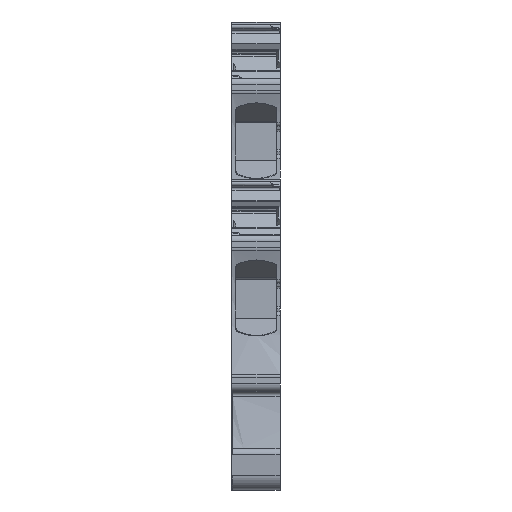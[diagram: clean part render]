
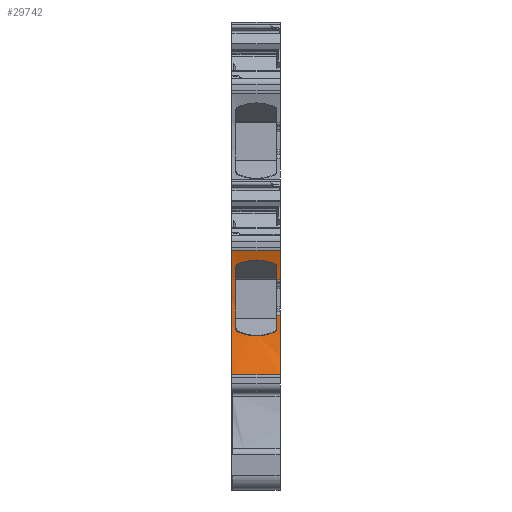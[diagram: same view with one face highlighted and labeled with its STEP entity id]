
A CAD part, front view. The second image highlights one B-rep face of the part: STEP entity #29742.
In plain terms, the highlighted cylindrical face has radius 22.253 mm (diameter 44.507 mm), a partial arc.
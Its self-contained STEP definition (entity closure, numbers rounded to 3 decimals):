
#13199=AXIS2_PLACEMENT_3D('Circle Axis2P3D',#13197,#13198,$) ;
#13255=AXIS2_PLACEMENT_3D('Circle Axis2P3D',#13253,#13254,$) ;
#19885=AXIS2_PLACEMENT_3D('Circle Axis2P3D',#19883,#19884,$) ;
#20081=AXIS2_PLACEMENT_3D('Circle Axis2P3D',#20079,#20080,$) ;
#20137=AXIS2_PLACEMENT_3D('Circle Axis2P3D',#20135,#20136,$) ;
#29709=AXIS2_PLACEMENT_3D('Cylinder Axis2P3D',#29706,#29707,#29708) ;
#29713=AXIS2_PLACEMENT_3D('Circle Axis2P3D',#29711,#29712,$) ;
#13194=CARTESIAN_POINT('Vertex',(6.1,1.581,30.345)) ;
#13197=CARTESIAN_POINT('Axis2P3D Location',(6.1,-19.237,22.482)) ;
#13201=CARTESIAN_POINT('Vertex',(6.1,2.63,26.614)) ;
#13250=CARTESIAN_POINT('Vertex',(6.1,3.014,22.121)) ;
#13253=CARTESIAN_POINT('Axis2P3D Location',(6.1,-19.237,22.482)) ;
#13257=CARTESIAN_POINT('Vertex',(6.1,1.581,14.619)) ;
#19814=CARTESIAN_POINT('Control Point',(5.402,2.141,28.665)) ;
#19815=CARTESIAN_POINT('Control Point',(5.537,2.158,28.605)) ;
#19816=CARTESIAN_POINT('Control Point',(5.646,2.19,28.493)) ;
#19817=CARTESIAN_POINT('Control Point',(5.7,2.229,28.35)) ;
#19818=CARTESIAN_POINT('Control Point',(5.7,2.268,28.207)) ;
#19819=CARTESIAN_POINT('Vertex',(5.402,2.141,28.665)) ;
#19821=CARTESIAN_POINT('Vertex',(5.7,2.268,28.207)) ;
#19842=CARTESIAN_POINT('Control Point',(5.402,2.141,28.665)) ;
#19843=CARTESIAN_POINT('Control Point',(4.322,2.003,29.141)) ;
#19844=CARTESIAN_POINT('Control Point',(3.1,1.934,29.323)) ;
#19845=CARTESIAN_POINT('Control Point',(1.878,2.003,29.141)) ;
#19846=CARTESIAN_POINT('Control Point',(0.798,2.141,28.665)) ;
#19847=CARTESIAN_POINT('Vertex',(0.798,2.141,28.665)) ;
#19863=CARTESIAN_POINT('Control Point',(0.798,2.141,28.665)) ;
#19864=CARTESIAN_POINT('Control Point',(0.663,2.158,28.605)) ;
#19865=CARTESIAN_POINT('Control Point',(0.554,2.19,28.493)) ;
#19866=CARTESIAN_POINT('Control Point',(0.5,2.229,28.35)) ;
#19867=CARTESIAN_POINT('Control Point',(0.5,2.268,28.207)) ;
#19868=CARTESIAN_POINT('Vertex',(0.5,2.268,28.207)) ;
#19883=CARTESIAN_POINT('Axis2P3D Location',(0.5,-19.237,22.482)) ;
#19887=CARTESIAN_POINT('Vertex',(0.5,2.926,20.47)) ;
#19925=CARTESIAN_POINT('Control Point',(0.798,2.879,20.012)) ;
#19926=CARTESIAN_POINT('Control Point',(0.666,2.886,20.07)) ;
#19927=CARTESIAN_POINT('Control Point',(0.556,2.898,20.18)) ;
#19928=CARTESIAN_POINT('Control Point',(0.5,2.912,20.325)) ;
#19929=CARTESIAN_POINT('Control Point',(0.5,2.926,20.47)) ;
#19930=CARTESIAN_POINT('Vertex',(0.798,2.879,20.012)) ;
#19967=CARTESIAN_POINT('Vertex',(3.1,2.819,19.525)) ;
#19981=CARTESIAN_POINT('Control Point',(0.798,2.879,20.012)) ;
#19982=CARTESIAN_POINT('Control Point',(1.52,2.844,19.692)) ;
#19983=CARTESIAN_POINT('Control Point',(2.31,2.819,19.525)) ;
#19984=CARTESIAN_POINT('Control Point',(3.1,2.819,19.525)) ;
#20002=CARTESIAN_POINT('Control Point',(3.1,2.819,19.525)) ;
#20003=CARTESIAN_POINT('Control Point',(3.89,2.819,19.525)) ;
#20004=CARTESIAN_POINT('Control Point',(4.68,2.844,19.692)) ;
#20005=CARTESIAN_POINT('Control Point',(5.402,2.879,20.012)) ;
#20006=CARTESIAN_POINT('Vertex',(5.402,2.879,20.012)) ;
#20037=CARTESIAN_POINT('Control Point',(5.402,2.879,20.012)) ;
#20038=CARTESIAN_POINT('Control Point',(5.534,2.886,20.07)) ;
#20039=CARTESIAN_POINT('Control Point',(5.644,2.898,20.18)) ;
#20040=CARTESIAN_POINT('Control Point',(5.7,2.912,20.325)) ;
#20041=CARTESIAN_POINT('Control Point',(5.7,2.926,20.47)) ;
#20042=CARTESIAN_POINT('Vertex',(5.7,2.926,20.47)) ;
#20079=CARTESIAN_POINT('Axis2P3D Location',(5.7,-19.237,22.482)) ;
#20083=CARTESIAN_POINT('Vertex',(5.7,3.014,22.121)) ;
#20132=CARTESIAN_POINT('Vertex',(5.7,2.63,26.614)) ;
#20135=CARTESIAN_POINT('Axis2P3D Location',(5.7,-19.237,22.482)) ;
#26747=CARTESIAN_POINT('Line Origine',(3.05,2.63,26.614)) ;
#26854=CARTESIAN_POINT('Line Origine',(3.05,3.014,22.121)) ;
#29691=CARTESIAN_POINT('Vertex',(0.,1.581,30.345)) ;
#29694=CARTESIAN_POINT('Line Origine',(3.05,1.581,30.345)) ;
#29706=CARTESIAN_POINT('Axis2P3D Location',(3.05,-19.237,22.482)) ;
#29711=CARTESIAN_POINT('Axis2P3D Location',(0.,-19.237,22.482)) ;
#29715=CARTESIAN_POINT('Vertex',(0.,1.581,14.619)) ;
#29718=CARTESIAN_POINT('Line Origine',(3.05,1.581,14.619)) ;
#13198=DIRECTION('Axis2P3D Direction',(1.,0.,0.)) ;
#13254=DIRECTION('Axis2P3D Direction',(1.,0.,0.)) ;
#19884=DIRECTION('Axis2P3D Direction',(-1.,0.,0.)) ;
#20080=DIRECTION('Axis2P3D Direction',(1.,0.,0.)) ;
#20136=DIRECTION('Axis2P3D Direction',(1.,0.,0.)) ;
#26748=DIRECTION('Vector Direction',(-1.,0.,0.)) ;
#26855=DIRECTION('Vector Direction',(-1.,0.,0.)) ;
#29695=DIRECTION('Vector Direction',(1.,0.,0.)) ;
#29707=DIRECTION('Axis2P3D Direction',(1.,0.,0.)) ;
#29708=DIRECTION('Axis2P3D XDirection',(0.,0.935,-0.353)) ;
#29712=DIRECTION('Axis2P3D Direction',(1.,0.,0.)) ;
#29719=DIRECTION('Vector Direction',(1.,0.,0.)) ;
#26749=VECTOR('Line Direction',#26748,1.) ;
#26856=VECTOR('Line Direction',#26855,1.) ;
#29696=VECTOR('Line Direction',#29695,1.) ;
#29720=VECTOR('Line Direction',#29719,1.) ;
#29724=ORIENTED_EDGE('',*,*,#26858,.F.) ;
#29725=ORIENTED_EDGE('',*,*,#20085,.T.) ;
#29726=ORIENTED_EDGE('',*,*,#20044,.F.) ;
#29727=ORIENTED_EDGE('',*,*,#20008,.F.) ;
#29728=ORIENTED_EDGE('',*,*,#19985,.F.) ;
#29729=ORIENTED_EDGE('',*,*,#19932,.T.) ;
#29730=ORIENTED_EDGE('',*,*,#19889,.T.) ;
#29731=ORIENTED_EDGE('',*,*,#19870,.F.) ;
#29732=ORIENTED_EDGE('',*,*,#19849,.F.) ;
#29733=ORIENTED_EDGE('',*,*,#19823,.T.) ;
#29734=ORIENTED_EDGE('',*,*,#20139,.T.) ;
#29735=ORIENTED_EDGE('',*,*,#26751,.T.) ;
#29736=ORIENTED_EDGE('',*,*,#13203,.T.) ;
#29737=ORIENTED_EDGE('',*,*,#29698,.F.) ;
#29738=ORIENTED_EDGE('',*,*,#29717,.F.) ;
#29739=ORIENTED_EDGE('',*,*,#29722,.T.) ;
#29740=ORIENTED_EDGE('',*,*,#13259,.T.) ;
#29742=ADVANCED_FACE('MLD_AL2T_4_FT-PE',(#29741),#29710,.F.) ;
#19813=B_SPLINE_CURVE_WITH_KNOTS('',4,(#19814,#19815,#19816,#19817,#19818),.UNSPECIFIED.,.F.,.U.,(5,5),(0.,0.854),.UNSPECIFIED.) ;
#19841=B_SPLINE_CURVE_WITH_KNOTS('',4,(#19842,#19843,#19844,#19845,#19846),.UNSPECIFIED.,.F.,.U.,(5,5),(0.,6.796),.UNSPECIFIED.) ;
#19862=B_SPLINE_CURVE_WITH_KNOTS('',4,(#19863,#19864,#19865,#19866,#19867),.UNSPECIFIED.,.F.,.U.,(5,5),(0.,0.854),.UNSPECIFIED.) ;
#19924=B_SPLINE_CURVE_WITH_KNOTS('',4,(#19925,#19926,#19927,#19928,#19929),.UNSPECIFIED.,.F.,.U.,(5,5),(0.,0.836),.UNSPECIFIED.) ;
#19980=B_SPLINE_CURVE_WITH_KNOTS('',3,(#19981,#19982,#19983,#19984),.UNSPECIFIED.,.F.,.U.,(4,4),(0.,3.386),.UNSPECIFIED.) ;
#20001=B_SPLINE_CURVE_WITH_KNOTS('',3,(#20002,#20003,#20004,#20005),.UNSPECIFIED.,.F.,.U.,(4,4),(0.,3.386),.UNSPECIFIED.) ;
#20036=B_SPLINE_CURVE_WITH_KNOTS('',4,(#20037,#20038,#20039,#20040,#20041),.UNSPECIFIED.,.F.,.U.,(5,5),(0.,0.836),.UNSPECIFIED.) ;
#13200=CIRCLE('generated circle',#13199,22.253) ;
#13256=CIRCLE('generated circle',#13255,22.253) ;
#19886=CIRCLE('generated circle',#19885,22.253) ;
#20082=CIRCLE('generated circle',#20081,22.253) ;
#20138=CIRCLE('generated circle',#20137,22.253) ;
#29714=CIRCLE('generated circle',#29713,22.253) ;
#29710=CYLINDRICAL_SURFACE('generated cylinder',#29709,22.253) ;
#13203=EDGE_CURVE('',#13202,#13195,#13200,.T.) ;
#13259=EDGE_CURVE('',#13258,#13251,#13256,.T.) ;
#19823=EDGE_CURVE('',#19820,#19822,#19813,.T.) ;
#19849=EDGE_CURVE('',#19820,#19848,#19841,.T.) ;
#19870=EDGE_CURVE('',#19848,#19869,#19862,.T.) ;
#19889=EDGE_CURVE('',#19888,#19869,#19886,.F.) ;
#19932=EDGE_CURVE('',#19931,#19888,#19924,.T.) ;
#19985=EDGE_CURVE('',#19931,#19968,#19980,.T.) ;
#20008=EDGE_CURVE('',#19968,#20007,#20001,.T.) ;
#20044=EDGE_CURVE('',#20007,#20043,#20036,.T.) ;
#20085=EDGE_CURVE('',#20084,#20043,#20082,.F.) ;
#20139=EDGE_CURVE('',#19822,#20133,#20138,.F.) ;
#26751=EDGE_CURVE('',#20133,#13202,#26750,.F.) ;
#26858=EDGE_CURVE('',#20084,#13251,#26857,.F.) ;
#29698=EDGE_CURVE('',#29692,#13195,#29697,.T.) ;
#29717=EDGE_CURVE('',#29716,#29692,#29714,.T.) ;
#29722=EDGE_CURVE('',#29716,#13258,#29721,.T.) ;
#29723=EDGE_LOOP('',(#29724,#29725,#29726,#29727,#29728,#29729,#29730,#29731,#29732,#29733,#29734,#29735,#29736,#29737,#29738,#29739,#29740)) ;
#29741=FACE_OUTER_BOUND('',#29723,.T.) ;
#26750=LINE('Line',#26747,#26749) ;
#26857=LINE('Line',#26854,#26856) ;
#29697=LINE('Line',#29694,#29696) ;
#29721=LINE('Line',#29718,#29720) ;
#13195=VERTEX_POINT('',#13194) ;
#13202=VERTEX_POINT('',#13201) ;
#13251=VERTEX_POINT('',#13250) ;
#13258=VERTEX_POINT('',#13257) ;
#19820=VERTEX_POINT('',#19819) ;
#19822=VERTEX_POINT('',#19821) ;
#19848=VERTEX_POINT('',#19847) ;
#19869=VERTEX_POINT('',#19868) ;
#19888=VERTEX_POINT('',#19887) ;
#19931=VERTEX_POINT('',#19930) ;
#19968=VERTEX_POINT('',#19967) ;
#20007=VERTEX_POINT('',#20006) ;
#20043=VERTEX_POINT('',#20042) ;
#20084=VERTEX_POINT('',#20083) ;
#20133=VERTEX_POINT('',#20132) ;
#29692=VERTEX_POINT('',#29691) ;
#29716=VERTEX_POINT('',#29715) ;
